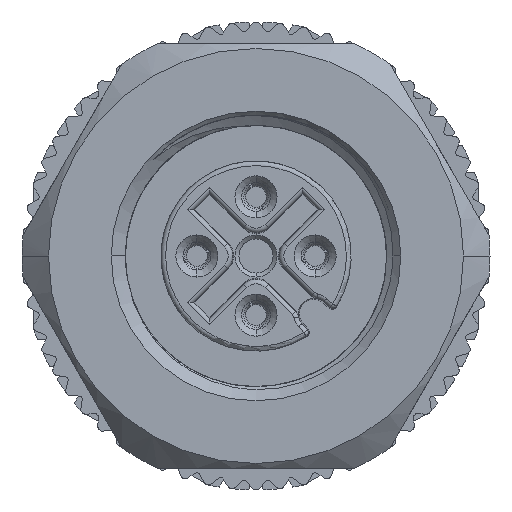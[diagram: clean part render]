
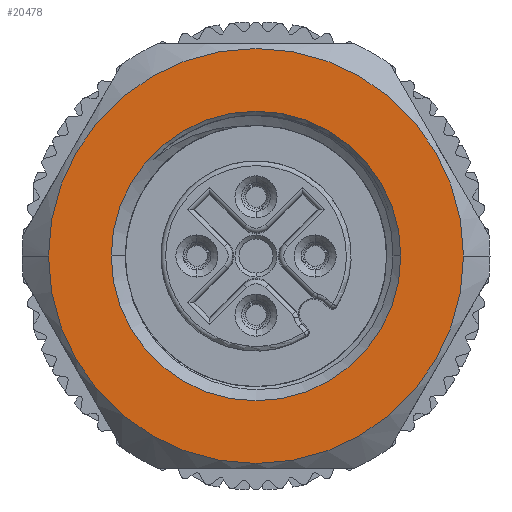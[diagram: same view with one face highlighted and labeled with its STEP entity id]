
A CAD part, front view. The second image highlights one B-rep face of the part: STEP entity #20478.
In plain terms, the highlighted planar face has unit normal (0, -1, 0).
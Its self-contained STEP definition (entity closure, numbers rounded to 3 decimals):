
#922=CARTESIAN_POINT('',(0.,-8.95,0.));
#923=DIRECTION('',(0.,1.,0.));
#924=DIRECTION('',(-1.,0.,0.));
#925=AXIS2_PLACEMENT_3D('',#922,#923,#924);
#927=CARTESIAN_POINT('',(0.,-8.95,0.));
#928=DIRECTION('',(0.,1.,0.));
#929=DIRECTION('',(1.,0.,0.));
#930=AXIS2_PLACEMENT_3D('',#927,#928,#929);
#932=CARTESIAN_POINT('',(0.,-8.95,0.));
#933=DIRECTION('',(0.,-1.,0.));
#934=DIRECTION('',(1.,0.,0.));
#935=AXIS2_PLACEMENT_3D('',#932,#933,#934);
#937=CARTESIAN_POINT('',(0.,-8.95,0.));
#938=DIRECTION('',(0.,-1.,0.));
#939=DIRECTION('',(0.,0.,1.));
#940=AXIS2_PLACEMENT_3D('',#937,#938,#939);
#942=CARTESIAN_POINT('',(0.,-8.95,0.));
#943=DIRECTION('',(0.,-1.,0.));
#944=DIRECTION('',(-1.,0.,0.));
#945=AXIS2_PLACEMENT_3D('',#942,#943,#944);
#947=CARTESIAN_POINT('',(0.,-8.95,0.));
#948=DIRECTION('',(0.,-1.,0.));
#949=DIRECTION('',(0.,0.,-1.));
#950=AXIS2_PLACEMENT_3D('',#947,#948,#949);
#17306=CARTESIAN_POINT('',(8.779,-8.95,0.));
#17307=CARTESIAN_POINT('',(-8.779,-8.95,0.));
#17308=VERTEX_POINT('',#17306);
#17309=VERTEX_POINT('',#17307);
#17310=CARTESIAN_POINT('',(6.125,-8.95,0.));
#17311=CARTESIAN_POINT('',(0.,-8.95,6.125));
#17312=VERTEX_POINT('',#17310);
#17313=VERTEX_POINT('',#17311);
#17314=CARTESIAN_POINT('',(-6.125,-8.95,0.));
#17315=VERTEX_POINT('',#17314);
#17316=CARTESIAN_POINT('',(0.,-8.95,-6.125));
#17317=VERTEX_POINT('',#17316);
#20461=CARTESIAN_POINT('',(0.,-8.95,0.));
#20462=DIRECTION('',(0.,1.,0.));
#20463=DIRECTION('',(1.,0.,0.));
#20464=AXIS2_PLACEMENT_3D('',#20461,#20462,#20463);
#20465=PLANE('',#20464);
#20467=ORIENTED_EDGE('',*,*,#20466,.T.);
#20469=ORIENTED_EDGE('',*,*,#20468,.T.);
#20470=EDGE_LOOP('',(#20467,#20469));
#20471=FACE_OUTER_BOUND('',#20470,.F.);
#20472=ORIENTED_EDGE('',*,*,#19227,.T.);
#20473=ORIENTED_EDGE('',*,*,#19225,.T.);
#20474=ORIENTED_EDGE('',*,*,#19252,.T.);
#20475=ORIENTED_EDGE('',*,*,#19250,.T.);
#20476=EDGE_LOOP('',(#20472,#20473,#20474,#20475));
#20477=FACE_BOUND('',#20476,.F.);
#20478=ADVANCED_FACE('',(#20471,#20477),#20465,.F.);
#926=CIRCLE('',#925,8.779);
#931=CIRCLE('',#930,8.779);
#936=CIRCLE('',#935,6.125);
#941=CIRCLE('',#940,6.125);
#946=CIRCLE('',#945,6.125);
#951=CIRCLE('',#950,6.125);
#19225=EDGE_CURVE('',#17313,#17315,#941,.T.);
#19227=EDGE_CURVE('',#17312,#17313,#936,.T.);
#19250=EDGE_CURVE('',#17317,#17312,#951,.T.);
#19252=EDGE_CURVE('',#17315,#17317,#946,.T.);
#20466=EDGE_CURVE('',#17309,#17308,#926,.T.);
#20468=EDGE_CURVE('',#17308,#17309,#931,.T.);
